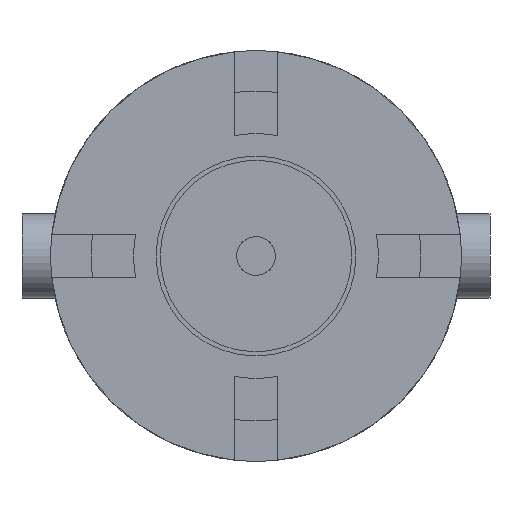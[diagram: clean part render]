
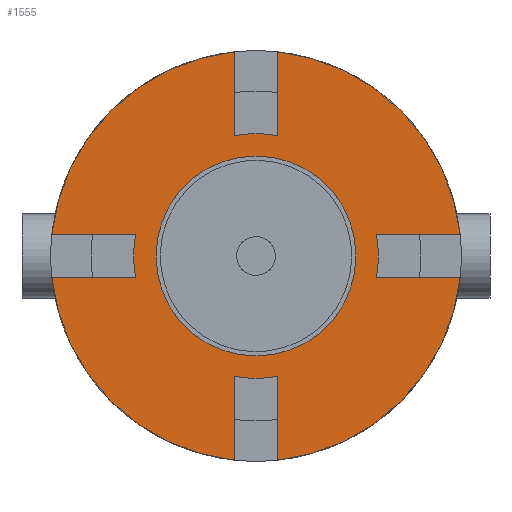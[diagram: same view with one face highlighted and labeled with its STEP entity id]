
A CAD part, left-side view. The second image highlights one B-rep face of the part: STEP entity #1555.
In plain terms, the highlighted planar face has unit normal (-1, 0, 0).
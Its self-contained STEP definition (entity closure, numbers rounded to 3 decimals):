
#90=LINE('',#2499,#164);
#91=LINE('',#2503,#165);
#92=LINE('',#2507,#166);
#93=LINE('',#2511,#167);
#94=LINE('',#2515,#168);
#95=LINE('',#2519,#169);
#96=LINE('',#2523,#170);
#97=LINE('',#2527,#171);
#164=VECTOR('',#1972,1000.);
#165=VECTOR('',#1975,1000.);
#166=VECTOR('',#1978,1000.);
#167=VECTOR('',#1981,1000.);
#168=VECTOR('',#1984,1000.);
#169=VECTOR('',#1987,1000.);
#170=VECTOR('',#1990,1000.);
#171=VECTOR('',#1993,1000.);
#238=PLANE('',#1731);
#297=ORIENTED_EDGE('',*,*,#721,.F.);
#298=ORIENTED_EDGE('',*,*,#722,.T.);
#299=ORIENTED_EDGE('',*,*,#723,.F.);
#300=ORIENTED_EDGE('',*,*,#724,.F.);
#301=ORIENTED_EDGE('',*,*,#725,.F.);
#302=ORIENTED_EDGE('',*,*,#726,.T.);
#303=ORIENTED_EDGE('',*,*,#727,.T.);
#304=ORIENTED_EDGE('',*,*,#728,.T.);
#305=ORIENTED_EDGE('',*,*,#729,.T.);
#306=ORIENTED_EDGE('',*,*,#730,.T.);
#307=ORIENTED_EDGE('',*,*,#731,.F.);
#308=ORIENTED_EDGE('',*,*,#732,.F.);
#309=ORIENTED_EDGE('',*,*,#733,.F.);
#310=ORIENTED_EDGE('',*,*,#734,.T.);
#311=ORIENTED_EDGE('',*,*,#735,.F.);
#312=ORIENTED_EDGE('',*,*,#736,.F.);
#313=ORIENTED_EDGE('',*,*,#737,.F.);
#721=EDGE_CURVE('',#933,#933,#1085,.T.);
#722=EDGE_CURVE('',#934,#935,#1086,.T.);
#723=EDGE_CURVE('',#936,#935,#90,.T.);
#724=EDGE_CURVE('',#937,#936,#1087,.T.);
#725=EDGE_CURVE('',#938,#937,#91,.T.);
#726=EDGE_CURVE('',#938,#939,#1088,.T.);
#727=EDGE_CURVE('',#939,#940,#92,.T.);
#728=EDGE_CURVE('',#940,#941,#1089,.T.);
#729=EDGE_CURVE('',#941,#942,#93,.T.);
#730=EDGE_CURVE('',#942,#943,#1090,.T.);
#731=EDGE_CURVE('',#944,#943,#94,.T.);
#732=EDGE_CURVE('',#945,#944,#1091,.T.);
#733=EDGE_CURVE('',#946,#945,#95,.T.);
#734=EDGE_CURVE('',#946,#947,#1092,.T.);
#735=EDGE_CURVE('',#948,#947,#96,.T.);
#736=EDGE_CURVE('',#949,#948,#1093,.T.);
#737=EDGE_CURVE('',#934,#949,#97,.T.);
#933=VERTEX_POINT('',#2495);
#934=VERTEX_POINT('',#2497);
#935=VERTEX_POINT('',#2498);
#936=VERTEX_POINT('',#2500);
#937=VERTEX_POINT('',#2502);
#938=VERTEX_POINT('',#2504);
#939=VERTEX_POINT('',#2506);
#940=VERTEX_POINT('',#2508);
#941=VERTEX_POINT('',#2510);
#942=VERTEX_POINT('',#2512);
#943=VERTEX_POINT('',#2514);
#944=VERTEX_POINT('',#2516);
#945=VERTEX_POINT('',#2518);
#946=VERTEX_POINT('',#2520);
#947=VERTEX_POINT('',#2522);
#948=VERTEX_POINT('',#2524);
#949=VERTEX_POINT('',#2526);
#1085=CIRCLE('',#1732,2.35);
#1086=CIRCLE('',#1733,4.825);
#1087=CIRCLE('',#1734,2.875);
#1088=CIRCLE('',#1735,4.825);
#1089=CIRCLE('',#1736,2.875);
#1090=CIRCLE('',#1737,4.825);
#1091=CIRCLE('',#1738,2.875);
#1092=CIRCLE('',#1739,4.825);
#1093=CIRCLE('',#1740,2.875);
#1189=EDGE_LOOP('',(#297));
#1190=EDGE_LOOP('',(#298,#299,#300,#301,#302,#303,#304,#305,#306,#307,#308,
#309,#310,#311,#312,#313));
#1351=FACE_BOUND('',#1189,.T.);
#1352=FACE_BOUND('',#1190,.T.);
#1555=ADVANCED_FACE('',(#1351,#1352),#238,.T.);
#1731=AXIS2_PLACEMENT_3D('',#2493,#1966,#1967);
#1732=AXIS2_PLACEMENT_3D('',#2494,#1968,#1969);
#1733=AXIS2_PLACEMENT_3D('',#2496,#1970,#1971);
#1734=AXIS2_PLACEMENT_3D('',#2501,#1973,#1974);
#1735=AXIS2_PLACEMENT_3D('',#2505,#1976,#1977);
#1736=AXIS2_PLACEMENT_3D('',#2509,#1979,#1980);
#1737=AXIS2_PLACEMENT_3D('',#2513,#1982,#1983);
#1738=AXIS2_PLACEMENT_3D('',#2517,#1985,#1986);
#1739=AXIS2_PLACEMENT_3D('',#2521,#1988,#1989);
#1740=AXIS2_PLACEMENT_3D('',#2525,#1991,#1992);
#1966=DIRECTION('',(-1.,0.,0.));
#1967=DIRECTION('',(0.,0.,1.));
#1968=DIRECTION('',(-1.,0.,0.));
#1969=DIRECTION('',(0.,0.,-1.));
#1970=DIRECTION('',(-1.,0.,0.));
#1971=DIRECTION('',(0.,1.,0.));
#1972=DIRECTION('',(0.,0.,1.));
#1973=DIRECTION('',(1.,0.,0.));
#1974=DIRECTION('',(0.,1.,0.));
#1975=DIRECTION('',(0.,0.,-1.));
#1976=DIRECTION('',(-1.,0.,0.));
#1977=DIRECTION('',(0.,1.,0.));
#1978=DIRECTION('',(0.,-1.,0.));
#1979=DIRECTION('',(-1.,0.,0.));
#1980=DIRECTION('',(0.,-1.,0.));
#1981=DIRECTION('',(0.,1.,0.));
#1982=DIRECTION('',(-1.,0.,0.));
#1983=DIRECTION('',(0.,1.,0.));
#1984=DIRECTION('',(0.,0.,-1.));
#1985=DIRECTION('',(1.,0.,0.));
#1986=DIRECTION('',(0.,1.,0.));
#1987=DIRECTION('',(0.,0.,1.));
#1988=DIRECTION('',(-1.,0.,0.));
#1989=DIRECTION('',(0.,1.,0.));
#1990=DIRECTION('',(0.,-1.,0.));
#1991=DIRECTION('',(1.,0.,0.));
#1992=DIRECTION('',(0.,1.,0.));
#1993=DIRECTION('',(0.,1.,0.));
#2493=CARTESIAN_POINT('',(-16.24,0.,0.));
#2494=CARTESIAN_POINT('',(-16.24,0.,0.));
#2495=CARTESIAN_POINT('',(-16.24,0.,-2.35));
#2496=CARTESIAN_POINT('',(-16.24,0.,0.));
#2497=CARTESIAN_POINT('',(-16.24,-4.799,0.5));
#2498=CARTESIAN_POINT('',(-16.24,-0.5,4.799));
#2499=CARTESIAN_POINT('',(-16.24,-0.5,2.831));
#2500=CARTESIAN_POINT('',(-16.24,-0.5,2.831));
#2501=CARTESIAN_POINT('',(-16.24,0.,0.));
#2502=CARTESIAN_POINT('',(-16.24,0.5,2.831));
#2503=CARTESIAN_POINT('',(-16.24,0.5,2.831));
#2504=CARTESIAN_POINT('',(-16.24,0.5,4.799));
#2505=CARTESIAN_POINT('',(-16.24,0.,0.));
#2506=CARTESIAN_POINT('',(-16.24,4.799,0.5));
#2507=CARTESIAN_POINT('',(-16.24,2.831,0.5));
#2508=CARTESIAN_POINT('',(-16.24,2.831,0.5));
#2509=CARTESIAN_POINT('',(-16.24,0.,0.));
#2510=CARTESIAN_POINT('',(-16.24,2.831,-0.5));
#2511=CARTESIAN_POINT('',(-16.24,2.831,-0.5));
#2512=CARTESIAN_POINT('',(-16.24,4.799,-0.5));
#2513=CARTESIAN_POINT('',(-16.24,0.,0.));
#2514=CARTESIAN_POINT('',(-16.24,0.5,-4.799));
#2515=CARTESIAN_POINT('',(-16.24,0.5,-3.843));
#2516=CARTESIAN_POINT('',(-16.24,0.5,-2.831));
#2517=CARTESIAN_POINT('',(-16.24,0.,0.));
#2518=CARTESIAN_POINT('',(-16.24,-0.5,-2.831));
#2519=CARTESIAN_POINT('',(-16.24,-0.5,-3.843));
#2520=CARTESIAN_POINT('',(-16.24,-0.5,-4.799));
#2521=CARTESIAN_POINT('',(-16.24,0.,0.));
#2522=CARTESIAN_POINT('',(-16.24,-4.799,-0.5));
#2523=CARTESIAN_POINT('',(-16.24,-3.843,-0.5));
#2524=CARTESIAN_POINT('',(-16.24,-2.831,-0.5));
#2525=CARTESIAN_POINT('',(-16.24,0.,0.));
#2526=CARTESIAN_POINT('',(-16.24,-2.831,0.5));
#2527=CARTESIAN_POINT('',(-16.24,-3.843,0.5));
